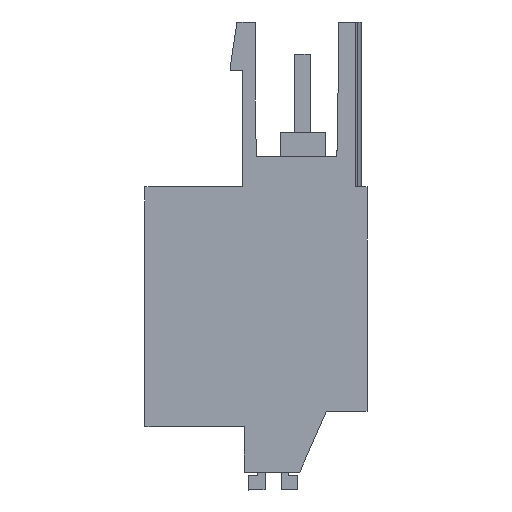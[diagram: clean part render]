
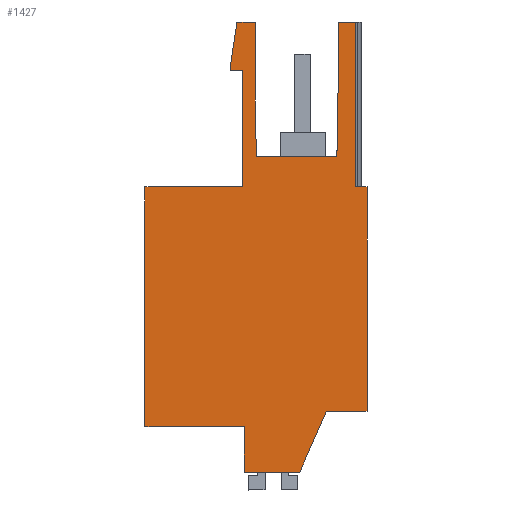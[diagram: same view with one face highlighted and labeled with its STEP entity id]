
A CAD part, left-side view. The second image highlights one B-rep face of the part: STEP entity #1427.
In plain terms, the highlighted planar face has unit normal (-1, 0, 0).
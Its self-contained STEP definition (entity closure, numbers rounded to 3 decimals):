
#1271=AXIS2_PLACEMENT_3D('Plane Axis2P3D',#1268,#1269,#1270) ;
#42=CARTESIAN_POINT('Vertex',(0.,2.6,5.043)) ;
#45=CARTESIAN_POINT('Line Origine',(0.,3.45,3.093)) ;
#49=CARTESIAN_POINT('Vertex',(0.,4.3,1.143)) ;
#82=CARTESIAN_POINT('Vertex',(0.,0.,5.043)) ;
#85=CARTESIAN_POINT('Line Origine',(0.,1.3,5.043)) ;
#1268=CARTESIAN_POINT('Axis2P3D Location',(0.,6.8,19.383)) ;
#1273=CARTESIAN_POINT('Line Origine',(0.,7.158,27.858)) ;
#1277=CARTESIAN_POINT('Vertex',(0.,7.158,25.783)) ;
#1279=CARTESIAN_POINT('Vertex',(0.,7.158,29.933)) ;
#1282=CARTESIAN_POINT('Line Origine',(0.,7.738,29.933)) ;
#1286=CARTESIAN_POINT('Vertex',(0.,8.318,29.933)) ;
#1289=CARTESIAN_POINT('Line Origine',(0.,8.528,28.533)) ;
#1293=CARTESIAN_POINT('Vertex',(0.,8.738,27.133)) ;
#1296=CARTESIAN_POINT('Line Origine',(0.,8.738,26.973)) ;
#1300=CARTESIAN_POINT('Vertex',(0.,8.738,26.813)) ;
#1303=CARTESIAN_POINT('Line Origine',(0.,8.353,26.813)) ;
#1307=CARTESIAN_POINT('Vertex',(0.,7.968,26.813)) ;
#1310=CARTESIAN_POINT('Line Origine',(0.,7.968,23.098)) ;
#1314=CARTESIAN_POINT('Vertex',(0.,7.968,19.383)) ;
#1317=CARTESIAN_POINT('Line Origine',(0.,11.084,19.383)) ;
#1321=CARTESIAN_POINT('Vertex',(0.,14.2,19.383)) ;
#1324=CARTESIAN_POINT('Line Origine',(0.,14.2,11.713)) ;
#1328=CARTESIAN_POINT('Vertex',(0.,14.2,4.043)) ;
#1331=CARTESIAN_POINT('Line Origine',(0.,11.025,4.043)) ;
#1335=CARTESIAN_POINT('Vertex',(0.,7.85,4.043)) ;
#1338=CARTESIAN_POINT('Line Origine',(0.,7.85,2.593)) ;
#1342=CARTESIAN_POINT('Vertex',(0.,7.85,1.143)) ;
#1345=CARTESIAN_POINT('Line Origine',(0.,6.075,1.143)) ;
#1350=CARTESIAN_POINT('Line Origine',(0.,0.,12.213)) ;
#1354=CARTESIAN_POINT('Vertex',(0.,0.,19.383)) ;
#1357=CARTESIAN_POINT('Line Origine',(0.,0.361,19.383)) ;
#1361=CARTESIAN_POINT('Vertex',(0.,0.723,19.383)) ;
#1364=CARTESIAN_POINT('Line Origine',(0.,0.723,24.658)) ;
#1368=CARTESIAN_POINT('Vertex',(0.,0.723,29.933)) ;
#1371=CARTESIAN_POINT('Line Origine',(0.,1.285,29.933)) ;
#1375=CARTESIAN_POINT('Vertex',(0.,1.848,29.933)) ;
#1378=CARTESIAN_POINT('Line Origine',(0.,1.848,27.858)) ;
#1382=CARTESIAN_POINT('Vertex',(0.,1.848,25.783)) ;
#1385=CARTESIAN_POINT('Line Origine',(0.,1.887,23.558)) ;
#1389=CARTESIAN_POINT('Vertex',(0.,1.926,21.333)) ;
#1392=CARTESIAN_POINT('Line Origine',(0.,4.503,21.333)) ;
#1396=CARTESIAN_POINT('Vertex',(0.,7.08,21.333)) ;
#1399=CARTESIAN_POINT('Line Origine',(0.,7.119,23.558)) ;
#46=DIRECTION('Vector Direction',(0.,-0.4,0.917)) ;
#86=DIRECTION('Vector Direction',(0.,-1.,0.)) ;
#1269=DIRECTION('Axis2P3D Direction',(-1.,0.,0.)) ;
#1270=DIRECTION('Axis2P3D XDirection',(0.,1.,0.)) ;
#1274=DIRECTION('Vector Direction',(0.,0.,1.)) ;
#1283=DIRECTION('Vector Direction',(0.,1.,0.)) ;
#1290=DIRECTION('Vector Direction',(0.,0.148,-0.989)) ;
#1297=DIRECTION('Vector Direction',(0.,0.,-1.)) ;
#1304=DIRECTION('Vector Direction',(0.,1.,0.)) ;
#1311=DIRECTION('Vector Direction',(0.,0.,1.)) ;
#1318=DIRECTION('Vector Direction',(0.,1.,0.)) ;
#1325=DIRECTION('Vector Direction',(0.,0.,-1.)) ;
#1332=DIRECTION('Vector Direction',(0.,-1.,0.)) ;
#1339=DIRECTION('Vector Direction',(0.,0.,-1.)) ;
#1346=DIRECTION('Vector Direction',(0.,-1.,0.)) ;
#1351=DIRECTION('Vector Direction',(0.,0.,1.)) ;
#1358=DIRECTION('Vector Direction',(0.,1.,0.)) ;
#1365=DIRECTION('Vector Direction',(0.,0.,-1.)) ;
#1372=DIRECTION('Vector Direction',(0.,1.,0.)) ;
#1379=DIRECTION('Vector Direction',(0.,0.,1.)) ;
#1386=DIRECTION('Vector Direction',(0.,0.017,-1.)) ;
#1393=DIRECTION('Vector Direction',(0.,-1.,0.)) ;
#1400=DIRECTION('Vector Direction',(0.,-0.017,-1.)) ;
#47=VECTOR('Line Direction',#46,1.) ;
#87=VECTOR('Line Direction',#86,1.) ;
#1275=VECTOR('Line Direction',#1274,1.) ;
#1284=VECTOR('Line Direction',#1283,1.) ;
#1291=VECTOR('Line Direction',#1290,1.) ;
#1298=VECTOR('Line Direction',#1297,1.) ;
#1305=VECTOR('Line Direction',#1304,1.) ;
#1312=VECTOR('Line Direction',#1311,1.) ;
#1319=VECTOR('Line Direction',#1318,1.) ;
#1326=VECTOR('Line Direction',#1325,1.) ;
#1333=VECTOR('Line Direction',#1332,1.) ;
#1340=VECTOR('Line Direction',#1339,1.) ;
#1347=VECTOR('Line Direction',#1346,1.) ;
#1352=VECTOR('Line Direction',#1351,1.) ;
#1359=VECTOR('Line Direction',#1358,1.) ;
#1366=VECTOR('Line Direction',#1365,1.) ;
#1373=VECTOR('Line Direction',#1372,1.) ;
#1380=VECTOR('Line Direction',#1379,1.) ;
#1387=VECTOR('Line Direction',#1386,1.) ;
#1394=VECTOR('Line Direction',#1393,1.) ;
#1401=VECTOR('Line Direction',#1400,1.) ;
#1405=ORIENTED_EDGE('',*,*,#1281,.T.) ;
#1406=ORIENTED_EDGE('',*,*,#1288,.T.) ;
#1407=ORIENTED_EDGE('',*,*,#1295,.T.) ;
#1408=ORIENTED_EDGE('',*,*,#1302,.T.) ;
#1409=ORIENTED_EDGE('',*,*,#1309,.F.) ;
#1410=ORIENTED_EDGE('',*,*,#1316,.F.) ;
#1411=ORIENTED_EDGE('',*,*,#1323,.T.) ;
#1412=ORIENTED_EDGE('',*,*,#1330,.T.) ;
#1413=ORIENTED_EDGE('',*,*,#1337,.T.) ;
#1414=ORIENTED_EDGE('',*,*,#1344,.T.) ;
#1415=ORIENTED_EDGE('',*,*,#1349,.T.) ;
#1416=ORIENTED_EDGE('',*,*,#51,.T.) ;
#1417=ORIENTED_EDGE('',*,*,#89,.T.) ;
#1418=ORIENTED_EDGE('',*,*,#1356,.T.) ;
#1419=ORIENTED_EDGE('',*,*,#1363,.T.) ;
#1420=ORIENTED_EDGE('',*,*,#1370,.F.) ;
#1421=ORIENTED_EDGE('',*,*,#1377,.T.) ;
#1422=ORIENTED_EDGE('',*,*,#1384,.F.) ;
#1423=ORIENTED_EDGE('',*,*,#1391,.T.) ;
#1424=ORIENTED_EDGE('',*,*,#1398,.F.) ;
#1425=ORIENTED_EDGE('',*,*,#1403,.F.) ;
#1427=ADVANCED_FACE('HOUSING',(#1426),#1272,.T.) ;
#51=EDGE_CURVE('',#50,#43,#48,.T.) ;
#89=EDGE_CURVE('',#43,#83,#88,.T.) ;
#1281=EDGE_CURVE('',#1278,#1280,#1276,.T.) ;
#1288=EDGE_CURVE('',#1280,#1287,#1285,.T.) ;
#1295=EDGE_CURVE('',#1287,#1294,#1292,.T.) ;
#1302=EDGE_CURVE('',#1294,#1301,#1299,.T.) ;
#1309=EDGE_CURVE('',#1308,#1301,#1306,.T.) ;
#1316=EDGE_CURVE('',#1315,#1308,#1313,.T.) ;
#1323=EDGE_CURVE('',#1315,#1322,#1320,.T.) ;
#1330=EDGE_CURVE('',#1322,#1329,#1327,.T.) ;
#1337=EDGE_CURVE('',#1329,#1336,#1334,.T.) ;
#1344=EDGE_CURVE('',#1336,#1343,#1341,.T.) ;
#1349=EDGE_CURVE('',#1343,#50,#1348,.T.) ;
#1356=EDGE_CURVE('',#83,#1355,#1353,.T.) ;
#1363=EDGE_CURVE('',#1355,#1362,#1360,.T.) ;
#1370=EDGE_CURVE('',#1369,#1362,#1367,.T.) ;
#1377=EDGE_CURVE('',#1369,#1376,#1374,.T.) ;
#1384=EDGE_CURVE('',#1383,#1376,#1381,.T.) ;
#1391=EDGE_CURVE('',#1383,#1390,#1388,.T.) ;
#1398=EDGE_CURVE('',#1397,#1390,#1395,.T.) ;
#1403=EDGE_CURVE('',#1278,#1397,#1402,.T.) ;
#1404=EDGE_LOOP('',(#1405,#1406,#1407,#1408,#1409,#1410,#1411,#1412,#1413,#1414,#1415,#1416,#1417,#1418,#1419,#1420,#1421,#1422,#1423,#1424,#1425)) ;
#1426=FACE_OUTER_BOUND('',#1404,.T.) ;
#48=LINE('Line',#45,#47) ;
#88=LINE('Line',#85,#87) ;
#1276=LINE('Line',#1273,#1275) ;
#1285=LINE('Line',#1282,#1284) ;
#1292=LINE('Line',#1289,#1291) ;
#1299=LINE('Line',#1296,#1298) ;
#1306=LINE('Line',#1303,#1305) ;
#1313=LINE('Line',#1310,#1312) ;
#1320=LINE('Line',#1317,#1319) ;
#1327=LINE('Line',#1324,#1326) ;
#1334=LINE('Line',#1331,#1333) ;
#1341=LINE('Line',#1338,#1340) ;
#1348=LINE('Line',#1345,#1347) ;
#1353=LINE('Line',#1350,#1352) ;
#1360=LINE('Line',#1357,#1359) ;
#1367=LINE('Line',#1364,#1366) ;
#1374=LINE('Line',#1371,#1373) ;
#1381=LINE('Line',#1378,#1380) ;
#1388=LINE('Line',#1385,#1387) ;
#1395=LINE('Line',#1392,#1394) ;
#1402=LINE('Line',#1399,#1401) ;
#1272=PLANE('',#1271) ;
#43=VERTEX_POINT('',#42) ;
#50=VERTEX_POINT('',#49) ;
#83=VERTEX_POINT('',#82) ;
#1278=VERTEX_POINT('',#1277) ;
#1280=VERTEX_POINT('',#1279) ;
#1287=VERTEX_POINT('',#1286) ;
#1294=VERTEX_POINT('',#1293) ;
#1301=VERTEX_POINT('',#1300) ;
#1308=VERTEX_POINT('',#1307) ;
#1315=VERTEX_POINT('',#1314) ;
#1322=VERTEX_POINT('',#1321) ;
#1329=VERTEX_POINT('',#1328) ;
#1336=VERTEX_POINT('',#1335) ;
#1343=VERTEX_POINT('',#1342) ;
#1355=VERTEX_POINT('',#1354) ;
#1362=VERTEX_POINT('',#1361) ;
#1369=VERTEX_POINT('',#1368) ;
#1376=VERTEX_POINT('',#1375) ;
#1383=VERTEX_POINT('',#1382) ;
#1390=VERTEX_POINT('',#1389) ;
#1397=VERTEX_POINT('',#1396) ;
